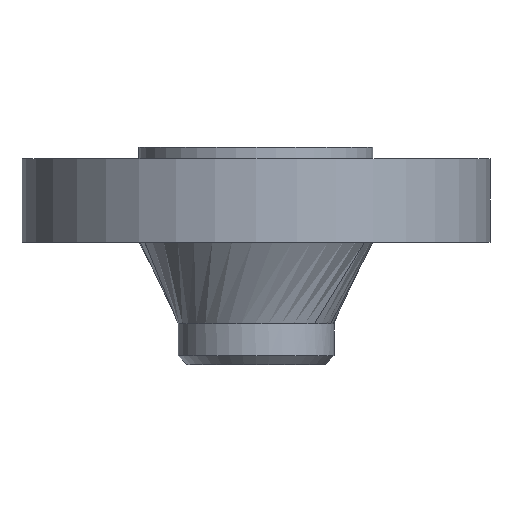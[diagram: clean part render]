
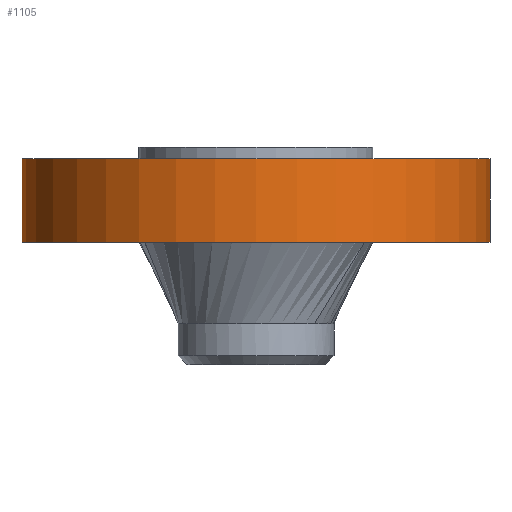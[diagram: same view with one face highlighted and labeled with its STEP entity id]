
A CAD part, front view. The second image highlights one B-rep face of the part: STEP entity #1105.
In plain terms, the highlighted cylindrical face has radius 133.35 mm (diameter 266.7 mm), a partial arc.
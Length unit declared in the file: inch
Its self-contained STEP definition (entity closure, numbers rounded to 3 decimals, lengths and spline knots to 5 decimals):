
#46 = DIRECTION ( 'NONE',  ( 0., 0., 1. ) ) ;
#70 = CARTESIAN_POINT ( 'NONE',  ( 0., 0., -1.88 ) ) ;
#83 = DIRECTION ( 'NONE',  ( 0., 0., 1. ) ) ;
#141 = CARTESIAN_POINT ( 'NONE',  ( -5.25, 0., -16.72924 ) ) ;
#158 = CIRCLE ( 'NONE', #261, 5.25 ) ;
#171 = CARTESIAN_POINT ( 'NONE',  ( 0., 0., 0. ) ) ;
#188 = ORIENTED_EDGE ( 'NONE', *, *, #942, .F. ) ;
#197 = EDGE_LOOP ( 'NONE', ( #188, #990, #363, #1085 ) ) ;
#234 = AXIS2_PLACEMENT_3D ( 'NONE', #937, #83, #685 ) ;
#257 = DIRECTION ( 'NONE',  ( 1., 0., 0. ) ) ;
#261 = AXIS2_PLACEMENT_3D ( 'NONE', #171, #522, #257 ) ;
#265 = VERTEX_POINT ( 'NONE', #875 ) ;
#296 = EDGE_CURVE ( 'NONE', #896, #463, #158, .T. ) ;
#313 = LINE ( 'NONE', #141, #1037 ) ;
#357 = AXIS2_PLACEMENT_3D ( 'NONE', #70, #1093, #668 ) ;
#363 = ORIENTED_EDGE ( 'NONE', *, *, #631, .T. ) ;
#455 = CIRCLE ( 'NONE', #357, 5.25 ) ;
#460 = LINE ( 'NONE', #811, #976 ) ;
#463 = VERTEX_POINT ( 'NONE', #511 ) ;
#464 = DIRECTION ( 'NONE',  ( 0., 0., 1. ) ) ;
#511 = CARTESIAN_POINT ( 'NONE',  ( 5.25, 0., 0. ) ) ;
#522 = DIRECTION ( 'NONE',  ( 0., 0., 1. ) ) ;
#556 = CARTESIAN_POINT ( 'NONE',  ( -5.25, 0., 0. ) ) ;
#606 = FACE_OUTER_BOUND ( 'NONE', #197, .T. ) ;
#631 = EDGE_CURVE ( 'NONE', #929, #463, #460, .T. ) ;
#668 = DIRECTION ( 'NONE',  ( 1., 0., 0. ) ) ;
#669 = CARTESIAN_POINT ( 'NONE',  ( 5.25, 0., -1.88 ) ) ;
#685 = DIRECTION ( 'NONE',  ( 1., 0., 0. ) ) ;
#811 = CARTESIAN_POINT ( 'NONE',  ( 5.25, 0., -16.72924 ) ) ;
#818 = EDGE_CURVE ( 'NONE', #929, #265, #455, .T. ) ;
#875 = CARTESIAN_POINT ( 'NONE',  ( -5.25, 0., -1.88 ) ) ;
#896 = VERTEX_POINT ( 'NONE', #556 ) ;
#918 = CYLINDRICAL_SURFACE ( 'NONE', #234, 5.25 ) ;
#929 = VERTEX_POINT ( 'NONE', #669 ) ;
#937 = CARTESIAN_POINT ( 'NONE',  ( 0., 0., -16.72924 ) ) ;
#942 = EDGE_CURVE ( 'NONE', #265, #896, #313, .T. ) ;
#976 = VECTOR ( 'NONE', #46, 39.37008 ) ;
#990 = ORIENTED_EDGE ( 'NONE', *, *, #818, .F. ) ;
#1037 = VECTOR ( 'NONE', #464, 39.37008 ) ;
#1085 = ORIENTED_EDGE ( 'NONE', *, *, #296, .F. ) ;
#1093 = DIRECTION ( 'NONE',  ( 0., 0., -1. ) ) ;
#1105 = ADVANCED_FACE ( 'NONE', ( #606 ), #918, .T. ) ;
